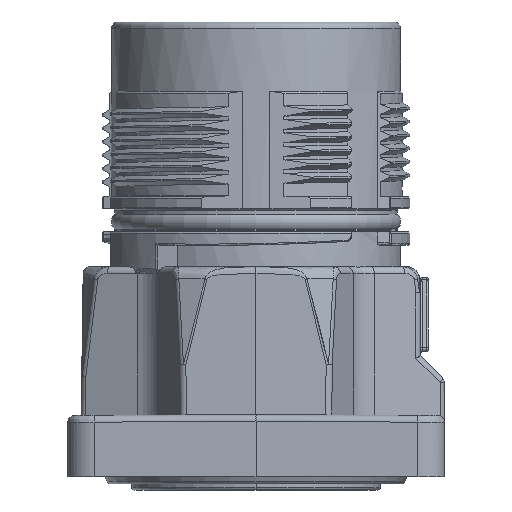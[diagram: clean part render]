
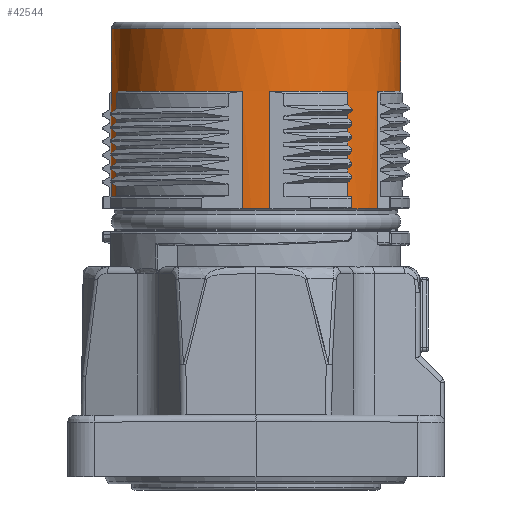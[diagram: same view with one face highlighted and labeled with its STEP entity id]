
A CAD part, front view. The second image highlights one B-rep face of the part: STEP entity #42544.
In plain terms, the highlighted cylindrical face has radius 10.75 mm (diameter 21.5 mm), a partial arc.
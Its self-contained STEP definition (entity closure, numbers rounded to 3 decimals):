
#6848=CARTESIAN_POINT('',(0.,0.,33.3));
#6849=DIRECTION('',(0.,0.,1.));
#6850=DIRECTION('',(-1.,0.,0.));
#6851=AXIS2_PLACEMENT_3D('',#6848,#6849,#6850);
#6853=CARTESIAN_POINT('',(0.,0.,28.65));
#6854=DIRECTION('',(0.,0.,-1.));
#6855=DIRECTION('',(1.,0.,0.));
#6856=AXIS2_PLACEMENT_3D('',#6853,#6854,#6855);
#6863=DIRECTION('',(0.,0.,1.));
#6864=VECTOR('',#6863,4.8);
#6865=CARTESIAN_POINT('',(-10.75,0.,28.5));
#6866=LINE('',#6865,#6864);
#6867=CARTESIAN_POINT('',(0.,0.,28.5));
#6868=DIRECTION('',(0.,0.,1.));
#6869=DIRECTION('',(-1.,0.014,0.));
#6870=AXIS2_PLACEMENT_3D('',#6867,#6868,#6869);
#6881=DIRECTION('',(0.,0.,1.));
#6882=VECTOR('',#6881,4.65);
#6883=CARTESIAN_POINT('',(10.75,0.,28.65));
#6884=LINE('',#6883,#6882);
#6926=DIRECTION('',(0.,0.,1.));
#6927=VECTOR('',#6926,8.6);
#6928=CARTESIAN_POINT('',(-10.749,0.152,19.9));
#6929=LINE('',#6928,#6927);
#6963=CARTESIAN_POINT('',(0.,0.,19.9));
#6964=DIRECTION('',(0.,0.,1.));
#6965=DIRECTION('',(0.626,-0.779,0.));
#6966=AXIS2_PLACEMENT_3D('',#6963,#6964,#6965);
#7012=CARTESIAN_POINT('',(0.,0.,19.9));
#7013=DIRECTION('',(0.,0.,1.));
#7014=DIRECTION('',(-1.,0.014,0.));
#7015=AXIS2_PLACEMENT_3D('',#7012,#7013,#7014);
#7025=CARTESIAN_POINT('',(0.,0.,19.9));
#7026=DIRECTION('',(0.,0.,1.));
#7027=DIRECTION('',(-0.096,-0.995,0.));
#7028=AXIS2_PLACEMENT_3D('',#7025,#7026,#7027);
#7073=DIRECTION('',(0.,0.,-1.));
#7074=VECTOR('',#7073,8.75);
#7075=CARTESIAN_POINT('',(6.734,-8.379,28.65));
#7076=LINE('',#7075,#7074);
#7107=DIRECTION('',(0.,0.,1.));
#7108=VECTOR('',#7107,8.75);
#7109=CARTESIAN_POINT('',(1.036,-10.7,19.9));
#7110=LINE('',#7109,#7108);
#7132=CARTESIAN_POINT('',(1.036,-10.7,28.65));
#7134=CARTESIAN_POINT('',(0.,0.,
28.65));
#7135=DIRECTION('',(0.,0.,1.));
#7136=DIRECTION('',(0.096,-0.995,0.));
#7137=AXIS2_PLACEMENT_3D('',#7134,#7135,#7136);
#7871=DIRECTION('',(0.,0.,1.));
#7872=VECTOR('',#7871,8.75);
#7873=CARTESIAN_POINT('',(9.027,-5.837,19.9));
#7874=LINE('',#7873,#7872);
#11448=DIRECTION('',(0.,0.,1.));
#11449=VECTOR('',#11448,8.75);
#11450=CARTESIAN_POINT('',(-10.257,-3.217,19.9));
#11451=LINE('',#11450,#11449);
#12304=CARTESIAN_POINT('',(0.,0.,
28.65));
#12305=DIRECTION('',(0.,0.,1.));
#12306=DIRECTION('',(-0.954,-0.299,0.));
#12307=AXIS2_PLACEMENT_3D('',#12304,#12305,#12306);
#12309=CARTESIAN_POINT('',(-1.036,-10.7,28.65));
#12316=DIRECTION('',(0.,0.,-1.));
#12317=VECTOR('',#12316,8.75);
#12318=CARTESIAN_POINT('',(-1.036,-10.7,28.65));
#12319=LINE('',#12318,#12317);
#28821=CARTESIAN_POINT('',(10.75,0.,28.65));
#28822=CARTESIAN_POINT('',(9.027,-5.837,28.65));
#28823=VERTEX_POINT('',#28821);
#28824=VERTEX_POINT('',#28822);
#28922=VERTEX_POINT('',#7132);
#29159=VERTEX_POINT('',#12309);
#29162=CARTESIAN_POINT('',(6.734,-8.379,
28.65));
#29163=VERTEX_POINT('',#29162);
#29164=CARTESIAN_POINT('',(1.036,-10.7,19.9));
#29165=VERTEX_POINT('',#29164);
#29168=CARTESIAN_POINT('',(-10.257,-3.217,
28.65));
#29169=VERTEX_POINT('',#29168);
#29170=CARTESIAN_POINT('',(-1.036,-10.7,19.9));
#29171=VERTEX_POINT('',#29170);
#29176=CARTESIAN_POINT('',(10.75,0.,33.3));
#29177=CARTESIAN_POINT('',(-10.75,0.,33.3));
#29178=VERTEX_POINT('',#29176);
#29179=VERTEX_POINT('',#29177);
#29193=CARTESIAN_POINT('',(6.734,-8.379,19.9));
#29194=CARTESIAN_POINT('',(9.027,-5.837,19.9));
#29195=VERTEX_POINT('',#29193);
#29196=VERTEX_POINT('',#29194);
#29312=CARTESIAN_POINT('',(-10.749,0.152,19.9));
#29313=CARTESIAN_POINT('',(-10.257,-3.217,19.9));
#29314=VERTEX_POINT('',#29312);
#29315=VERTEX_POINT('',#29313);
#29356=CARTESIAN_POINT('',(-10.749,0.152,28.5));
#29357=VERTEX_POINT('',#29356);
#29697=CARTESIAN_POINT('',(-10.75,0.,28.5));
#29698=VERTEX_POINT('',#29697);
#42506=CARTESIAN_POINT('',(0.,0.,34.715));
#42507=DIRECTION('',(0.,0.,-1.));
#42508=DIRECTION('',(-1.,0.,0.));
#42509=AXIS2_PLACEMENT_3D('',#42506,#42507,#42508);
#42510=CYLINDRICAL_SURFACE('',#42509,10.75);
#42511=ORIENTED_EDGE('',*,*,#42500,.T.);
#42513=ORIENTED_EDGE('',*,*,#42512,.F.);
#42515=ORIENTED_EDGE('',*,*,#42514,.T.);
#42517=ORIENTED_EDGE('',*,*,#42516,.F.);
#42519=ORIENTED_EDGE('',*,*,#42518,.F.);
#42521=ORIENTED_EDGE('',*,*,#42520,.F.);
#42523=ORIENTED_EDGE('',*,*,#42522,.F.);
#42525=ORIENTED_EDGE('',*,*,#42524,.F.);
#42527=ORIENTED_EDGE('',*,*,#42526,.F.);
#42529=ORIENTED_EDGE('',*,*,#42528,.F.);
#42531=ORIENTED_EDGE('',*,*,#42530,.F.);
#42533=ORIENTED_EDGE('',*,*,#42532,.F.);
#42535=ORIENTED_EDGE('',*,*,#42534,.F.);
#42537=ORIENTED_EDGE('',*,*,#42536,.T.);
#42539=ORIENTED_EDGE('',*,*,#42538,.T.);
#42541=ORIENTED_EDGE('',*,*,#42540,.T.);
#42542=EDGE_LOOP('',(#42511,#42513,#42515,#42517,#42519,#42521,#42523,#42525,
#42527,#42529,#42531,#42533,#42535,#42537,#42539,#42541));
#42543=FACE_OUTER_BOUND('',#42542,.F.);
#6852=CIRCLE('',#6851,10.75);
#6857=CIRCLE('',#6856,10.75);
#6871=CIRCLE('',#6870,10.75);
#6967=CIRCLE('',#6966,10.75);
#7016=CIRCLE('',#7015,10.75);
#7029=CIRCLE('',#7028,10.75);
#7138=CIRCLE('',#7137,10.75);
#12308=CIRCLE('',#12307,10.75);
#42500=EDGE_CURVE('',#29179,#29178,#6852,.T.);
#42512=EDGE_CURVE('',#28823,#29178,#6884,.T.);
#42514=EDGE_CURVE('',#28823,#28824,#6857,.T.);
#42516=EDGE_CURVE('',#29196,#28824,#7874,.T.);
#42518=EDGE_CURVE('',#29195,#29196,#6967,.T.);
#42520=EDGE_CURVE('',#29163,#29195,#7076,.T.);
#42522=EDGE_CURVE('',#28922,#29163,#7138,.T.);
#42524=EDGE_CURVE('',#29165,#28922,#7110,.T.);
#42526=EDGE_CURVE('',#29171,#29165,#7029,.T.);
#42528=EDGE_CURVE('',#29159,#29171,#12319,.T.);
#42530=EDGE_CURVE('',#29169,#29159,#12308,.T.);
#42532=EDGE_CURVE('',#29315,#29169,#11451,.T.);
#42534=EDGE_CURVE('',#29314,#29315,#7016,.T.);
#42536=EDGE_CURVE('',#29314,#29357,#6929,.T.);
#42538=EDGE_CURVE('',#29357,#29698,#6871,.T.);
#42540=EDGE_CURVE('',#29698,#29179,#6866,.T.);
#42544=ADVANCED_FACE('',(#42543),#42510,.T.);
